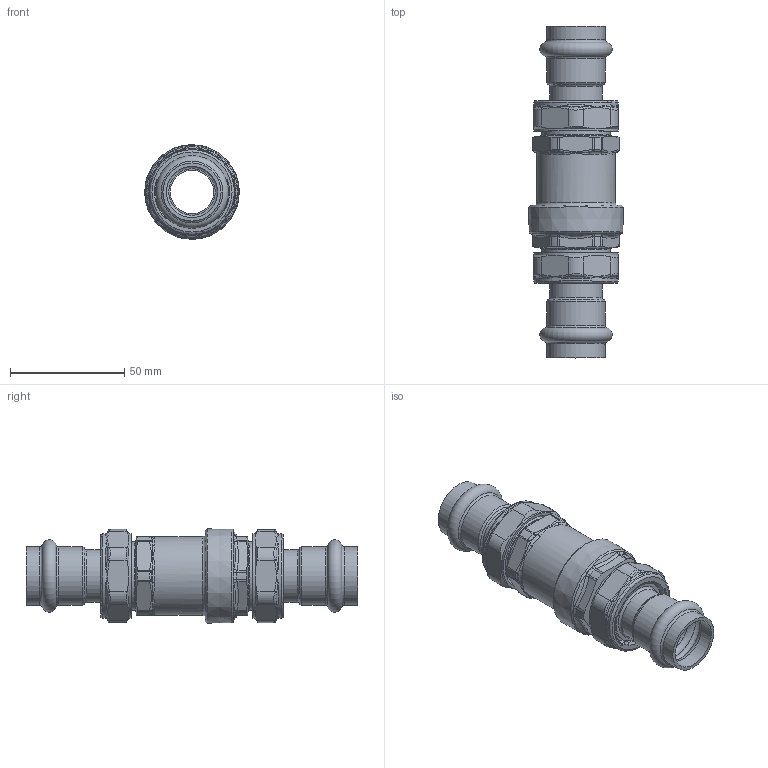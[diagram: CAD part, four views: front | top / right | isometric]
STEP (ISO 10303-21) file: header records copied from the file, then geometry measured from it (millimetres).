
FILE_DESCRIPTION(/* description */ (''),/* implementation_level */ '2;1');
FILE_NAME(/* name */ '127356AF_Simplify_1.stp',/* time_stamp */ '2025-07-23T15:38:24-05:00',/* author */ ('ischreiner'),/* organization */ (''),/* preprocessor_version */ 'ST-DEVELOPER v20',/* originating_system */ 'Autodesk Inventor 2025',/* authorisation */ '');
FILE_SCHEMA (('AUTOMOTIVE_DESIGN { 1 0 10303 214 3 1 1 }'));
Length unit declared in the file: inch
Products named in the file (1): 127356AF_Simplify_1
Bounding box: 41.38 x 145.16 x 41.38 mm (x, y, z)
Volume: 48593.2 mm3; surface area: 38159 mm2
Topology: 5 solids, 5 shells, 454 faces, 1055 edges, 602 vertices
Faces by surface type: bspline 116, cylinder 103, torus 89, cone 77, plane 61, sphere 8
Full cylindrical faces by diameter (mm): 19.05 x2, 21 x2, 22.352 x4, 22.86 x2, 24.1 x2, 25 x2, 25.4 x4, 27.686 x2, 28.3 x2, 28.5 x1, 28.6 x1, 29.515 x2, 30 x4, 30.2 x1, 30.4 x1, 30.5 x2, 33.1 x2, 34.5 x1, 37 x4
Entity records: 18769 total; most frequent: CARTESIAN_POINT 8592, ORIENTED_EDGE 2062, DIRECTION 1990, EDGE_CURVE 1031, AXIS2_PLACEMENT_3D 894, VERTEX_POINT 602, EDGE_LOOP 479, STYLED_ITEM 459
